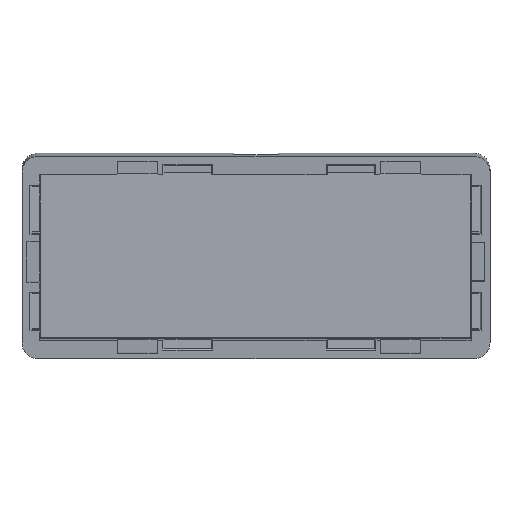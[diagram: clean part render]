
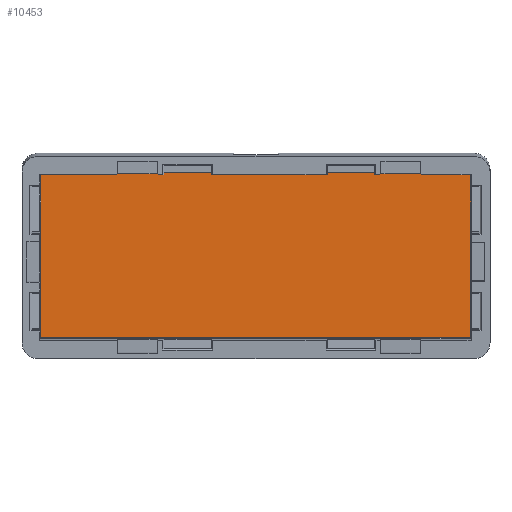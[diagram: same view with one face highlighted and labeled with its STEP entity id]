
A CAD part, top view. The second image highlights one B-rep face of the part: STEP entity #10453.
In plain terms, the highlighted planar face has unit normal (0, 0, 1).
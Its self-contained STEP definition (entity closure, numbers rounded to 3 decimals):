
#1669=FACE_OUTER_BOUND('',#2311,.T.);
#2311=EDGE_LOOP('',(#9059,#9060,#9061,#9062));
#3038=LINE('',#27302,#3834);
#3039=LINE('',#27347,#3835);
#3040=LINE('',#27391,#3836);
#3041=LINE('',#27396,#3837);
#3834=VECTOR('',#11907,10.);
#3835=VECTOR('',#11924,10.);
#3836=VECTOR('',#11939,10.);
#3837=VECTOR('',#11946,10.);
#4893=VERTEX_POINT('',#27274);
#4894=VERTEX_POINT('',#27301);
#4896=VERTEX_POINT('',#27331);
#4898=VERTEX_POINT('',#27375);
#6319=EDGE_CURVE('',#4893,#4894,#3038,.T.);
#6326=EDGE_CURVE('',#4896,#4893,#3039,.T.);
#6332=EDGE_CURVE('',#4898,#4896,#3040,.T.);
#6335=EDGE_CURVE('',#4894,#4898,#3041,.T.);
#9059=ORIENTED_EDGE('',*,*,#6319,.F.);
#9060=ORIENTED_EDGE('',*,*,#6326,.F.);
#9061=ORIENTED_EDGE('',*,*,#6332,.F.);
#9062=ORIENTED_EDGE('',*,*,#6335,.F.);
#9852=PLANE('',#10815);
#10453=ADVANCED_FACE('',(#1669),#9852,.F.);
#10815=AXIS2_PLACEMENT_3D('',#27445,#11953,#11954);
#11907=DIRECTION('',(-1.,0.,0.));
#11924=DIRECTION('',(0.,-1.,0.));
#11939=DIRECTION('',(1.,0.,0.));
#11946=DIRECTION('',(0.,1.,0.));
#11953=DIRECTION('center_axis',(0.,0.,-1.));
#11954=DIRECTION('ref_axis',(0.,1.,0.));
#27274=CARTESIAN_POINT('',(215.294,-13.071,3.015));
#27301=CARTESIAN_POINT('',(-0.706,-13.071,3.015));
#27302=CARTESIAN_POINT('',(163.147,-13.071,3.015));
#27331=CARTESIAN_POINT('',(215.294,69.751,3.015));
#27347=CARTESIAN_POINT('',(215.294,30.291,3.015));
#27375=CARTESIAN_POINT('',(-0.706,69.751,3.015));
#27391=CARTESIAN_POINT('',(163.147,69.751,3.015));
#27396=CARTESIAN_POINT('',(-0.706,30.291,3.015));
#27445=CARTESIAN_POINT('Origin',(110.5,32.606,3.015));
